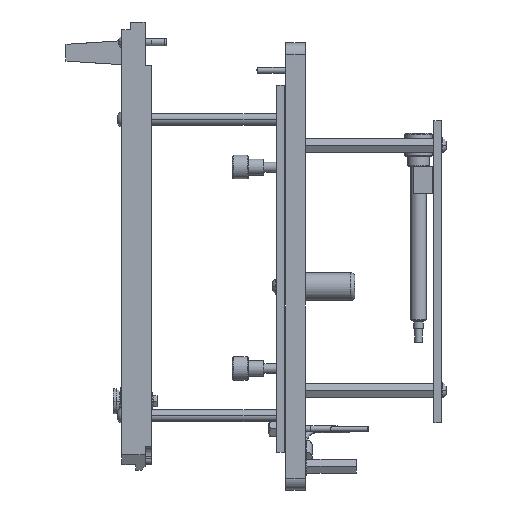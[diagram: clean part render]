
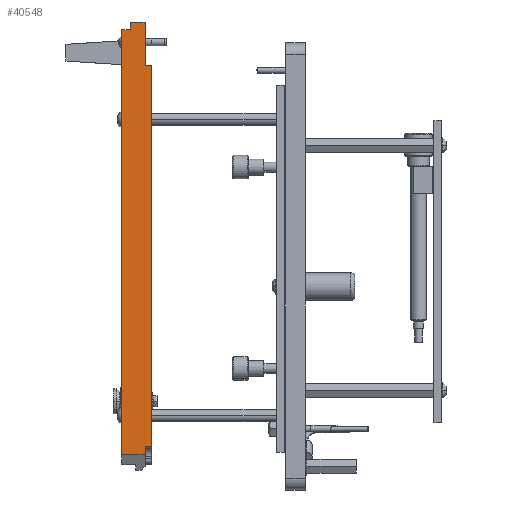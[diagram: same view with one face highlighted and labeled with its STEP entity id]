
A CAD part, left-side view. The second image highlights one B-rep face of the part: STEP entity #40548.
In plain terms, the highlighted face is planar.
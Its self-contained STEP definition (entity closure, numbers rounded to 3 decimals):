
#254 = ORIENTED_EDGE ( 'NONE', *, *, #19475, .F. ) ;
#382 = LINE ( 'NONE', #42162, #40834 ) ;
#1074 = VERTEX_POINT ( 'NONE', #4956 ) ;
#1444 = CARTESIAN_POINT ( 'NONE',  ( 105., 7.5, 113.55 ) ) ;
#1936 = EDGE_CURVE ( 'NONE', #38449, #37635, #34402, .T. ) ;
#2626 = ORIENTED_EDGE ( 'NONE', *, *, #1936, .F. ) ;
#3050 = ORIENTED_EDGE ( 'NONE', *, *, #32614, .T. ) ;
#3423 = DIRECTION ( 'NONE',  ( 0., 0., 1. ) ) ;
#4956 = CARTESIAN_POINT ( 'NONE',  ( 105., 3.2, -113.55 ) ) ;
#5724 = CARTESIAN_POINT ( 'NONE',  ( 105., -7.5, -91.55 ) ) ;
#6543 = EDGE_CURVE ( 'NONE', #23332, #9138, #17277, .T. ) ;
#6584 = DIRECTION ( 'NONE',  ( 0., 0., -1. ) ) ;
#7324 = CARTESIAN_POINT ( 'NONE',  ( 105., 7.5, 105.55 ) ) ;
#7488 = CARTESIAN_POINT ( 'NONE',  ( 105., -4.3, 105.55 ) ) ;
#8023 = LINE ( 'NONE', #30525, #26076 ) ;
#8255 = VECTOR ( 'NONE', #16716, 1000. ) ;
#8590 = VECTOR ( 'NONE', #6584, 1000. ) ;
#9138 = VERTEX_POINT ( 'NONE', #22595 ) ;
#10026 = CARTESIAN_POINT ( 'NONE',  ( 105., -7.5, -91.55 ) ) ;
#10137 = LINE ( 'NONE', #10338, #14750 ) ;
#10233 = LINE ( 'NONE', #10026, #32998 ) ;
#10269 = DIRECTION ( 'NONE',  ( 0., -1., 0. ) ) ;
#10338 = CARTESIAN_POINT ( 'NONE',  ( 105., 7.5, -109.55 ) ) ;
#11411 = ORIENTED_EDGE ( 'NONE', *, *, #35582, .F. ) ;
#11840 = EDGE_CURVE ( 'NONE', #20003, #21841, #36635, .T. ) ;
#12158 = FACE_OUTER_BOUND ( 'NONE', #15899, .T. ) ;
#12422 = LINE ( 'NONE', #41539, #15394 ) ;
#12534 = CARTESIAN_POINT ( 'NONE',  ( 105., -4.3, 101.55 ) ) ;
#12574 = PLANE ( 'NONE',  #36077 ) ;
#12599 = LINE ( 'NONE', #19671, #8590 ) ;
#12863 = CARTESIAN_POINT ( 'NONE',  ( 105., -4.3, -113.55 ) ) ;
#13635 = DIRECTION ( 'NONE',  ( 0., 1., 0. ) ) ;
#14750 = VECTOR ( 'NONE', #40297, 1000. ) ;
#14812 = EDGE_CURVE ( 'NONE', #23969, #32375, #10137, .T. ) ;
#15394 = VECTOR ( 'NONE', #21848, 1000. ) ;
#15518 = CARTESIAN_POINT ( 'NONE',  ( 105., -4.3, -113.55 ) ) ;
#15778 = CARTESIAN_POINT ( 'NONE',  ( 105., 3.2, -109.55 ) ) ;
#15899 = EDGE_LOOP ( 'NONE', ( #2626, #35814, #15927, #39206, #30873, #33254, #11411, #19542, #39883, #20994, #254, #3050 ) ) ;
#15927 = ORIENTED_EDGE ( 'NONE', *, *, #33997, .T. ) ;
#16716 = DIRECTION ( 'NONE',  ( 0., 0., -1. ) ) ;
#17277 = LINE ( 'NONE', #12863, #25703 ) ;
#17283 = CARTESIAN_POINT ( 'NONE',  ( 105., 7.5, -109.55 ) ) ;
#18329 = CARTESIAN_POINT ( 'NONE',  ( 105., -7.4, 113.55 ) ) ;
#18626 = CARTESIAN_POINT ( 'NONE',  ( 105., -7.4, 31.55 ) ) ;
#19475 = EDGE_CURVE ( 'NONE', #34949, #21841, #382, .T. ) ;
#19542 = ORIENTED_EDGE ( 'NONE', *, *, #14812, .F. ) ;
#19671 = CARTESIAN_POINT ( 'NONE',  ( 105., 3.2, -113.55 ) ) ;
#19817 = LINE ( 'NONE', #12534, #27047 ) ;
#19940 = LINE ( 'NONE', #33015, #8255 ) ;
#20003 = VERTEX_POINT ( 'NONE', #7324 ) ;
#20141 = CARTESIAN_POINT ( 'NONE',  ( 105., 7.5, 105.55 ) ) ;
#20992 = EDGE_CURVE ( 'NONE', #9138, #21263, #10233, .T. ) ;
#20994 = ORIENTED_EDGE ( 'NONE', *, *, #11840, .T. ) ;
#21263 = VERTEX_POINT ( 'NONE', #5724 ) ;
#21841 = VERTEX_POINT ( 'NONE', #7488 ) ;
#21848 = DIRECTION ( 'NONE',  ( 0., -1., 0. ) ) ;
#22306 = EDGE_CURVE ( 'NONE', #38449, #35230, #12422, .T. ) ;
#22595 = CARTESIAN_POINT ( 'NONE',  ( 105., -4.3, -91.55 ) ) ;
#23332 = VERTEX_POINT ( 'NONE', #15518 ) ;
#23969 = VERTEX_POINT ( 'NONE', #17283 ) ;
#24991 = DIRECTION ( 'NONE',  ( -1., 0., 0. ) ) ;
#25223 = CARTESIAN_POINT ( 'NONE',  ( 105., 7.5, 113.55 ) ) ;
#25703 = VECTOR ( 'NONE', #3423, 1000. ) ;
#26076 = VECTOR ( 'NONE', #13635, 1000. ) ;
#27047 = VECTOR ( 'NONE', #32473, 1000. ) ;
#27936 = VECTOR ( 'NONE', #10269, 1000. ) ;
#29946 = DIRECTION ( 'NONE',  ( 0., -1., 0. ) ) ;
#30145 = VECTOR ( 'NONE', #30165, 1000. ) ;
#30165 = DIRECTION ( 'NONE',  ( 0., 0., 1. ) ) ;
#30341 = EDGE_CURVE ( 'NONE', #23969, #20003, #40202, .T. ) ;
#30439 = CARTESIAN_POINT ( 'NONE',  ( 105., -4.3, 101.55 ) ) ;
#30525 = CARTESIAN_POINT ( 'NONE',  ( 105., -7.5, -113.55 ) ) ;
#30811 = EDGE_CURVE ( 'NONE', #23332, #1074, #8023, .T. ) ;
#30873 = ORIENTED_EDGE ( 'NONE', *, *, #6543, .F. ) ;
#31302 = CARTESIAN_POINT ( 'NONE',  ( 105., -7.5, 31.55 ) ) ;
#32375 = VERTEX_POINT ( 'NONE', #15778 ) ;
#32473 = DIRECTION ( 'NONE',  ( 0., -1., 0. ) ) ;
#32614 = EDGE_CURVE ( 'NONE', #34949, #37635, #19817, .T. ) ;
#32998 = VECTOR ( 'NONE', #29946, 1000. ) ;
#33015 = CARTESIAN_POINT ( 'NONE',  ( 105., -7.5, 113.55 ) ) ;
#33254 = ORIENTED_EDGE ( 'NONE', *, *, #30811, .T. ) ;
#33492 = CARTESIAN_POINT ( 'NONE',  ( 105., -7.4, 101.55 ) ) ;
#33969 = DIRECTION ( 'NONE',  ( 0., 0., 1. ) ) ;
#33997 = EDGE_CURVE ( 'NONE', #35230, #21263, #19940, .T. ) ;
#34402 = LINE ( 'NONE', #18329, #37760 ) ;
#34949 = VERTEX_POINT ( 'NONE', #30439 ) ;
#35230 = VERTEX_POINT ( 'NONE', #31302 ) ;
#35582 = EDGE_CURVE ( 'NONE', #32375, #1074, #12599, .T. ) ;
#35814 = ORIENTED_EDGE ( 'NONE', *, *, #22306, .T. ) ;
#36077 = AXIS2_PLACEMENT_3D ( 'NONE', #25223, #24991, #38042 ) ;
#36635 = LINE ( 'NONE', #20141, #27936 ) ;
#37635 = VERTEX_POINT ( 'NONE', #33492 ) ;
#37760 = VECTOR ( 'NONE', #33969, 1000. ) ;
#38042 = DIRECTION ( 'NONE',  ( 0., 0., 1. ) ) ;
#38449 = VERTEX_POINT ( 'NONE', #18626 ) ;
#39206 = ORIENTED_EDGE ( 'NONE', *, *, #20992, .F. ) ;
#39559 = DIRECTION ( 'NONE',  ( 0., 0., 1. ) ) ;
#39883 = ORIENTED_EDGE ( 'NONE', *, *, #30341, .T. ) ;
#40202 = LINE ( 'NONE', #1444, #30145 ) ;
#40297 = DIRECTION ( 'NONE',  ( 0., -1., 0. ) ) ;
#40548 = ADVANCED_FACE ( 'NONE', ( #12158 ), #12574, .F. ) ;
#40834 = VECTOR ( 'NONE', #39559, 1000. ) ;
#41539 = CARTESIAN_POINT ( 'NONE',  ( 105., -7.4, 31.55 ) ) ;
#42162 = CARTESIAN_POINT ( 'NONE',  ( 105., -4.3, 113.55 ) ) ;
